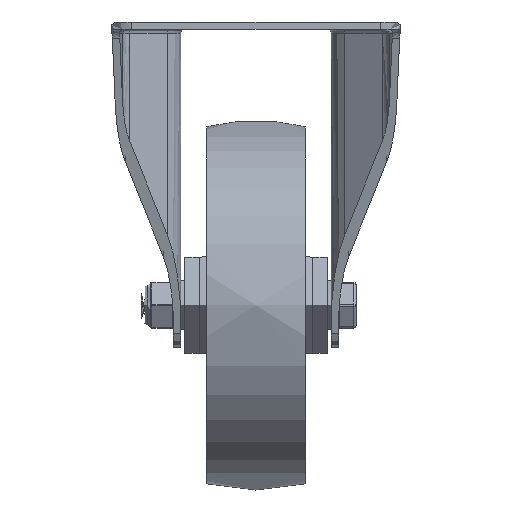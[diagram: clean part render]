
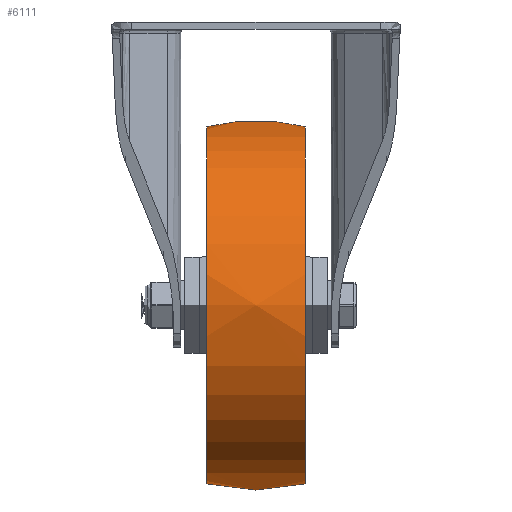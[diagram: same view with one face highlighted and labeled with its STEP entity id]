
A CAD part, left-side view. The second image highlights one B-rep face of the part: STEP entity #6111.
In plain terms, the highlighted free-form (B-spline) face has degree [2, 2] with [3, 9] control points.
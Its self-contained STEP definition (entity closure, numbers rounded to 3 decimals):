
#37=(
BOUNDED_SURFACE()
B_SPLINE_SURFACE(2,2,((#9936,#9937,#9938,#9939,#9940,#9941,#9942,#9943,
#9944),(#9945,#9946,#9947,#9948,#9949,#9950,#9951,#9952,#9953),(#9954,#9955,
#9956,#9957,#9958,#9959,#9960,#9961,#9962)),.UNSPECIFIED.,.F.,.T.,.F.)
B_SPLINE_SURFACE_WITH_KNOTS((3,3),(3,2,2,2,3),(-0.249,0.249),
(-3.142,-1.571,0.,1.571,3.142),
 .UNSPECIFIED.)
GEOMETRIC_REPRESENTATION_ITEM()
RATIONAL_B_SPLINE_SURFACE(((1.,0.707,1.,0.707,1.,
0.707,1.,0.707,1.),(0.969,0.685,
0.969,0.685,0.969,0.685,
0.969,0.685,0.969),(1.,0.707,
1.,0.707,1.,0.707,1.,0.707,1.)))
REPRESENTATION_ITEM('')
SURFACE()
);
#750=FACE_OUTER_BOUND('',#1133,.T.);
#1133=EDGE_LOOP('',(#4839,#4840,#4841,#4842));
#2398=CIRCLE('',#6717,72.5);
#2399=CIRCLE('',#6718,81.25);
#2400=CIRCLE('',#6719,72.5);
#2775=VERTEX_POINT('',#9963);
#2776=VERTEX_POINT('',#9965);
#3507=EDGE_CURVE('',#2775,#2775,#2398,.T.);
#3508=EDGE_CURVE('',#2775,#2776,#2399,.T.);
#3509=EDGE_CURVE('',#2776,#2776,#2400,.T.);
#4839=ORIENTED_EDGE('',*,*,#3507,.F.);
#4840=ORIENTED_EDGE('',*,*,#3508,.T.);
#4841=ORIENTED_EDGE('',*,*,#3509,.T.);
#4842=ORIENTED_EDGE('',*,*,#3508,.F.);
#6111=ADVANCED_FACE('',(#750),#37,.F.);
#6717=AXIS2_PLACEMENT_3D('',#9964,#7878,#7879);
#6718=AXIS2_PLACEMENT_3D('',#9966,#7880,#7881);
#6719=AXIS2_PLACEMENT_3D('',#9967,#7882,#7883);
#7878=DIRECTION('center_axis',(0.,-1.,0.));
#7879=DIRECTION('ref_axis',(0.,0.,1.));
#7880=DIRECTION('center_axis',(-1.,0.,0.));
#7881=DIRECTION('ref_axis',(0.,0.,
1.));
#7882=DIRECTION('center_axis',(0.,-1.,0.));
#7883=DIRECTION('ref_axis',(0.,0.,1.));
#9936=CARTESIAN_POINT('Ctrl Pts',(0.,20.,72.5));
#9937=CARTESIAN_POINT('Ctrl Pts',(-72.5,20.,72.5));
#9938=CARTESIAN_POINT('Ctrl Pts',(-72.5,20.,0.));
#9939=CARTESIAN_POINT('Ctrl Pts',(-72.5,20.,-72.5));
#9940=CARTESIAN_POINT('Ctrl Pts',(0.,20.,-72.5));
#9941=CARTESIAN_POINT('Ctrl Pts',(72.5,20.,-72.5));
#9942=CARTESIAN_POINT('Ctrl Pts',(72.5,20.,0.));
#9943=CARTESIAN_POINT('Ctrl Pts',(72.5,20.,72.5));
#9944=CARTESIAN_POINT('Ctrl Pts',(0.,20.,72.5));
#9945=CARTESIAN_POINT('Ctrl Pts',(0.,0.,
77.579));
#9946=CARTESIAN_POINT('Ctrl Pts',(-77.579,0.,
77.579));
#9947=CARTESIAN_POINT('Ctrl Pts',(-77.579,0.,
0.));
#9948=CARTESIAN_POINT('Ctrl Pts',(-77.579,0.,
-77.579));
#9949=CARTESIAN_POINT('Ctrl Pts',(0.,0.,
-77.579));
#9950=CARTESIAN_POINT('Ctrl Pts',(77.579,0.,
-77.579));
#9951=CARTESIAN_POINT('Ctrl Pts',(77.579,0.,
0.));
#9952=CARTESIAN_POINT('Ctrl Pts',(77.579,0.,
77.579));
#9953=CARTESIAN_POINT('Ctrl Pts',(0.,0.,
77.579));
#9954=CARTESIAN_POINT('Ctrl Pts',(0.,-20.,72.5));
#9955=CARTESIAN_POINT('Ctrl Pts',(-72.5,-20.,72.5));
#9956=CARTESIAN_POINT('Ctrl Pts',(-72.5,-20.,0.));
#9957=CARTESIAN_POINT('Ctrl Pts',(-72.5,-20.,-72.5));
#9958=CARTESIAN_POINT('Ctrl Pts',(0.,-20.,-72.5));
#9959=CARTESIAN_POINT('Ctrl Pts',(72.5,-20.,-72.5));
#9960=CARTESIAN_POINT('Ctrl Pts',(72.5,-20.,0.));
#9961=CARTESIAN_POINT('Ctrl Pts',(72.5,-20.,72.5));
#9962=CARTESIAN_POINT('Ctrl Pts',(0.,-20.,72.5));
#9963=CARTESIAN_POINT('',(0.,-20.,72.5));
#9964=CARTESIAN_POINT('Origin',(0.,-20.,0.));
#9965=CARTESIAN_POINT('',(0.,20.,72.5));
#9966=CARTESIAN_POINT('Origin',(0.,0.,
-6.25));
#9967=CARTESIAN_POINT('Origin',(0.,20.,0.));
